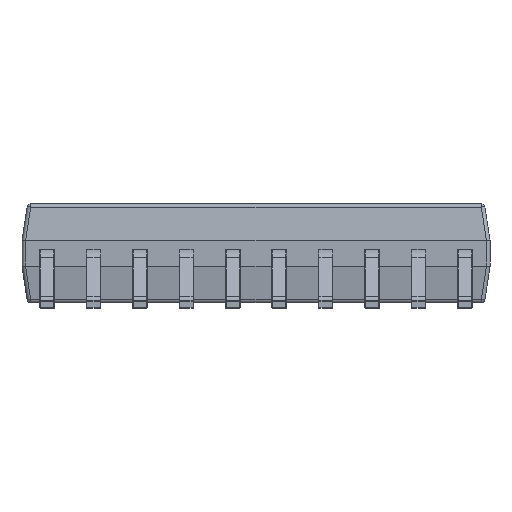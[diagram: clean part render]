
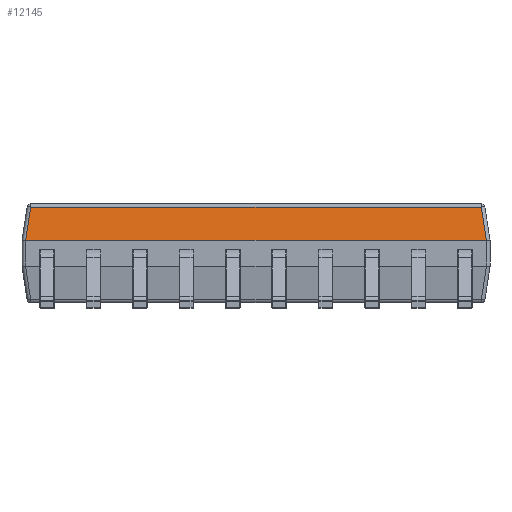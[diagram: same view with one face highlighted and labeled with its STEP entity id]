
A CAD part, front view. The second image highlights one B-rep face of the part: STEP entity #12145.
In plain terms, the highlighted planar face has unit normal (0, -0.989, 0.148).
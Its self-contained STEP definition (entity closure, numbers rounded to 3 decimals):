
#901 = EDGE_CURVE ( 'NONE', #7899, #58878, #6255, .T. ) ;
#1826 = CARTESIAN_POINT ( 'NONE',  ( -6.019, -3.468, 3.683 ) ) ;
#2773 = LINE ( 'NONE', #18733, #21850 ) ;
#2778 = ORIENTED_EDGE ( 'NONE', *, *, #28790, .T. ) ;
#4021 = DIRECTION ( 'NONE',  ( -1., 0., 0. ) ) ;
#4421 = VERTEX_POINT ( 'NONE', #37502 ) ;
#4895 = CARTESIAN_POINT ( 'NONE',  ( 6.301, -3.75, 1.8 ) ) ;
#6255 = LINE ( 'NONE', #17003, #46062 ) ;
#6282 = DIRECTION ( 'NONE',  ( 0., -0.989, 0.148 ) ) ;
#7899 = VERTEX_POINT ( 'NONE', #4895 ) ;
#10304 = CARTESIAN_POINT ( 'NONE',  ( -6.3, -3.75, 1.8 ) ) ;
#10783 = DIRECTION ( 'NONE',  ( -0.147, 0.147, 0.978 ) ) ;
#12145 = ADVANCED_FACE ( 'NONE', ( #24823 ), #50694, .T. ) ;
#15203 = CARTESIAN_POINT ( 'NONE',  ( -6.3, -3.75, 1.8 ) ) ;
#15951 = AXIS2_PLACEMENT_3D ( 'NONE', #20001, #6282, #44922 ) ;
#16129 = LINE ( 'NONE', #1826, #59652 ) ;
#16353 = CARTESIAN_POINT ( 'NONE',  ( 0., -3.613, 2.715 ) ) ;
#16519 = CARTESIAN_POINT ( 'NONE',  ( 6.164, -3.613, 2.715 ) ) ;
#17003 = CARTESIAN_POINT ( 'NONE',  ( 6.019, -3.468, 3.683 ) ) ;
#18406 = EDGE_CURVE ( 'NONE', #35028, #33711, #16129, .T. ) ;
#18733 = CARTESIAN_POINT ( 'NONE',  ( -6.4, -3.75, 1.8 ) ) ;
#19217 =( BOUNDED_CURVE ( )  B_SPLINE_CURVE ( 3, ( #53764, #20133, #15203, #10304 ),
 .UNSPECIFIED., .F., .T. ) 
 B_SPLINE_CURVE_WITH_KNOTS ( ( 4, 4 ),
 ( 6.272, 6.283 ),
 .UNSPECIFIED. ) 
 CURVE ( )  GEOMETRIC_REPRESENTATION_ITEM ( )  RATIONAL_B_SPLINE_CURVE ( ( 1., 1., 1., 1. ) ) 
 REPRESENTATION_ITEM ( '' )  );
#20001 = CARTESIAN_POINT ( 'NONE',  ( 0., -3.6, 2.8 ) ) ;
#20045 = CARTESIAN_POINT ( 'NONE',  ( 6.3, -3.75, 1.8 ) ) ;
#20133 = CARTESIAN_POINT ( 'NONE',  ( -6.301, -3.75, 1.8 ) ) ;
#21850 = VECTOR ( 'NONE', #4021, 1000. ) ;
#21858 = LINE ( 'NONE', #16353, #47587 ) ;
#22480 = ORIENTED_EDGE ( 'NONE', *, *, #52574, .F. ) ;
#22716 = ORIENTED_EDGE ( 'NONE', *, *, #18406, .T. ) ;
#24823 = FACE_OUTER_BOUND ( 'NONE', #28309, .T. ) ;
#25713 = CARTESIAN_POINT ( 'NONE',  ( 6.3, -3.75, 1.8 ) ) ;
#26220 =( BOUNDED_CURVE ( )  B_SPLINE_CURVE ( 3, ( #20045, #30408, #61947, #56125 ),
 .UNSPECIFIED., .F., .T. ) 
 B_SPLINE_CURVE_WITH_KNOTS ( ( 4, 4 ),
 ( 0., 0.011 ),
 .UNSPECIFIED. ) 
 CURVE ( )  GEOMETRIC_REPRESENTATION_ITEM ( )  RATIONAL_B_SPLINE_CURVE ( ( 1., 1., 1., 1. ) ) 
 REPRESENTATION_ITEM ( '' )  );
#26775 = VERTEX_POINT ( 'NONE', #25713 ) ;
#27016 = EDGE_CURVE ( 'NONE', #33711, #4421, #19217, .T. ) ;
#28309 = EDGE_LOOP ( 'NONE', ( #22480, #2778, #43444, #38954, #22716, #51970 ) ) ;
#28790 = EDGE_CURVE ( 'NONE', #26775, #7899, #26220, .T. ) ;
#30408 = CARTESIAN_POINT ( 'NONE',  ( 6.3, -3.75, 1.8 ) ) ;
#33569 = CARTESIAN_POINT ( 'NONE',  ( -6.301, -3.75, 1.8 ) ) ;
#33711 = VERTEX_POINT ( 'NONE', #33569 ) ;
#35028 = VERTEX_POINT ( 'NONE', #38555 ) ;
#36255 = DIRECTION ( 'NONE',  ( -0.147, -0.147, -0.978 ) ) ;
#37502 = CARTESIAN_POINT ( 'NONE',  ( -6.3, -3.75, 1.8 ) ) ;
#38555 = CARTESIAN_POINT ( 'NONE',  ( -6.164, -3.613, 2.715 ) ) ;
#38954 = ORIENTED_EDGE ( 'NONE', *, *, #43107, .T. ) ;
#43107 = EDGE_CURVE ( 'NONE', #58878, #35028, #21858, .T. ) ;
#43444 = ORIENTED_EDGE ( 'NONE', *, *, #901, .T. ) ;
#44922 = DIRECTION ( 'NONE',  ( -1., 0., 0. ) ) ;
#46062 = VECTOR ( 'NONE', #10783, 1000. ) ;
#47587 = VECTOR ( 'NONE', #61299, 1000. ) ;
#50694 = PLANE ( 'NONE',  #15951 ) ;
#51970 = ORIENTED_EDGE ( 'NONE', *, *, #27016, .T. ) ;
#52574 = EDGE_CURVE ( 'NONE', #26775, #4421, #2773, .T. ) ;
#53764 = CARTESIAN_POINT ( 'NONE',  ( -6.301, -3.75, 1.8 ) ) ;
#56125 = CARTESIAN_POINT ( 'NONE',  ( 6.301, -3.75, 1.8 ) ) ;
#58878 = VERTEX_POINT ( 'NONE', #16519 ) ;
#59652 = VECTOR ( 'NONE', #36255, 1000. ) ;
#61299 = DIRECTION ( 'NONE',  ( -1., 0., 0. ) ) ;
#61947 = CARTESIAN_POINT ( 'NONE',  ( 6.301, -3.75, 1.8 ) ) ;
